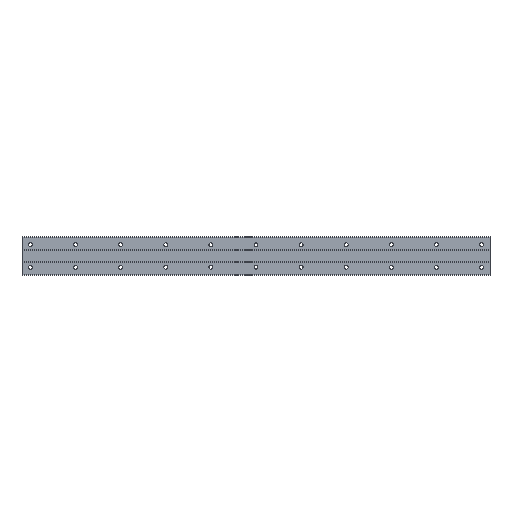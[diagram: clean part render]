
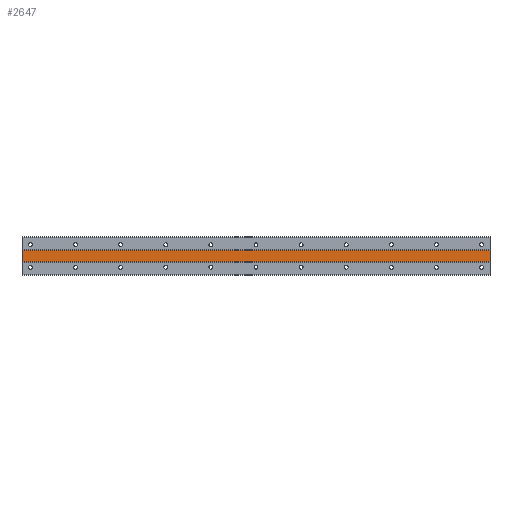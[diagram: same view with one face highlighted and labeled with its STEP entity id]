
A CAD part, front view. The second image highlights one B-rep face of the part: STEP entity #2647.
In plain terms, the highlighted planar face has unit normal (0, -1, 0).
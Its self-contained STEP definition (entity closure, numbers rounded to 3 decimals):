
#111 = CARTESIAN_POINT ( 'NONE',  ( 815., 1., 34.482 ) ) ;
#196 = CARTESIAN_POINT ( 'NONE',  ( 815., 1., 10. ) ) ;
#204 = LINE ( 'NONE', #2292, #3674 ) ;
#446 = FACE_OUTER_BOUND ( 'NONE', #816, .T. ) ;
#636 = DIRECTION ( 'NONE',  ( 1., 0., 0. ) ) ;
#756 = LINE ( 'NONE', #4197, #1922 ) ;
#796 = VERTEX_POINT ( 'NONE', #3654 ) ;
#816 = EDGE_LOOP ( 'NONE', ( #2986, #1572, #3435, #3552 ) ) ;
#1091 = CARTESIAN_POINT ( 'NONE',  ( 815., 1., 10. ) ) ;
#1105 = DIRECTION ( 'NONE',  ( 0., 0., -1. ) ) ;
#1414 = EDGE_CURVE ( 'NONE', #796, #3556, #756, .T. ) ;
#1572 = ORIENTED_EDGE ( 'NONE', *, *, #2667, .F. ) ;
#1641 = AXIS2_PLACEMENT_3D ( 'NONE', #1091, #3518, #2132 ) ;
#1741 = EDGE_CURVE ( 'NONE', #796, #2919, #4408, .T. ) ;
#1922 = VECTOR ( 'NONE', #1105, 1000. ) ;
#2109 = PLANE ( 'NONE',  #1641 ) ;
#2132 = DIRECTION ( 'NONE',  ( 0., 0., 1. ) ) ;
#2292 = CARTESIAN_POINT ( 'NONE',  ( 815., 1., -10. ) ) ;
#2448 = DIRECTION ( 'NONE',  ( 0., 0., -1. ) ) ;
#2465 = CARTESIAN_POINT ( 'NONE',  ( 815., 1., 10. ) ) ;
#2546 = EDGE_CURVE ( 'NONE', #3556, #3134, #204, .T. ) ;
#2647 = ADVANCED_FACE ( 'NONE', ( #446 ), #2109, .F. ) ;
#2667 = EDGE_CURVE ( 'NONE', #2919, #3134, #3907, .T. ) ;
#2782 = VECTOR ( 'NONE', #636, 1000. ) ;
#2919 = VERTEX_POINT ( 'NONE', #196 ) ;
#2986 = ORIENTED_EDGE ( 'NONE', *, *, #2546, .T. ) ;
#3134 = VERTEX_POINT ( 'NONE', #3406 ) ;
#3291 = DIRECTION ( 'NONE',  ( 1., 0., 0. ) ) ;
#3406 = CARTESIAN_POINT ( 'NONE',  ( 815., 1., -10. ) ) ;
#3435 = ORIENTED_EDGE ( 'NONE', *, *, #1741, .F. ) ;
#3518 = DIRECTION ( 'NONE',  ( 0., 1., 0. ) ) ;
#3529 = CARTESIAN_POINT ( 'NONE',  ( -15., 1., -10. ) ) ;
#3552 = ORIENTED_EDGE ( 'NONE', *, *, #1414, .T. ) ;
#3556 = VERTEX_POINT ( 'NONE', #3529 ) ;
#3654 = CARTESIAN_POINT ( 'NONE',  ( -15., 1., 10. ) ) ;
#3674 = VECTOR ( 'NONE', #3291, 1000. ) ;
#3907 = LINE ( 'NONE', #111, #4263 ) ;
#4197 = CARTESIAN_POINT ( 'NONE',  ( -15., 1., 34.482 ) ) ;
#4263 = VECTOR ( 'NONE', #2448, 1000. ) ;
#4408 = LINE ( 'NONE', #2465, #2782 ) ;
